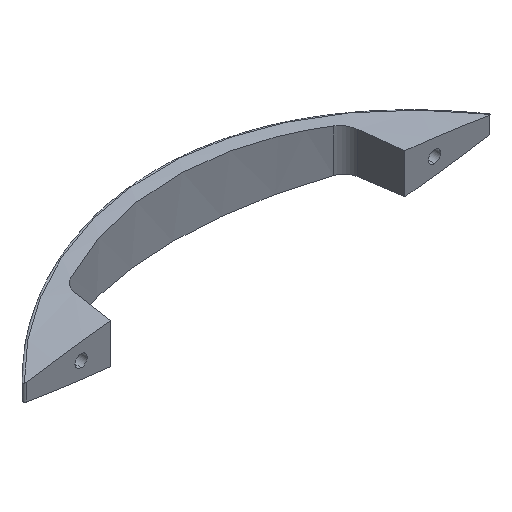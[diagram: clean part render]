
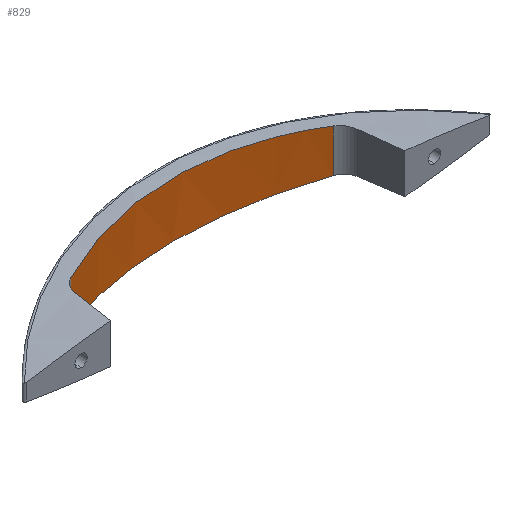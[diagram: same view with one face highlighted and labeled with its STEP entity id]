
A CAD part, isometric view. The second image highlights one B-rep face of the part: STEP entity #829.
In plain terms, the highlighted cylindrical face has radius 83.794 mm (diameter 167.588 mm), a partial arc.
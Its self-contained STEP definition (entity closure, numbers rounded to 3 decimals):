
#234 = CARTESIAN_POINT ( 'NONE',  ( -25.652, 19.063, -6.642 ) ) ;
#254 = ORIENTED_EDGE ( 'NONE', *, *, #5352, .F. ) ;
#767 = CARTESIAN_POINT ( 'NONE',  ( 0., 23.071, -7.5 ) ) ;
#829 = ADVANCED_FACE ( 'NONE', ( #5783 ), #1539, .F. ) ;
#906 = CARTESIAN_POINT ( 'NONE',  ( -15.342, 21.712, 7.204 ) ) ;
#1056 = CARTESIAN_POINT ( 'NONE',  ( 19.714, 20.734, 6.995 ) ) ;
#1083 = B_SPLINE_CURVE_WITH_KNOTS ( 'NONE', 3,
 ( #10029, #3460, #1901, #8364, #7769, #3567, #6752, #2751, #234, #9273, #2646, #6913 ),
 .UNSPECIFIED., .F., .F.,
 ( 4, 2, 2, 2, 2, 4 ),
 ( 0.037, 0.046, 0.055, 0.06, 0.064, 0.073 ),
 .UNSPECIFIED. ) ;
#1414 = CARTESIAN_POINT ( 'NONE',  ( 32.854, 16.424, -6.097 ) ) ;
#1539 = CYLINDRICAL_SURFACE ( 'NONE', #1844, 83.794 ) ;
#1607 = VERTEX_POINT ( 'NONE', #8296 ) ;
#1625 = CARTESIAN_POINT ( 'NONE',  ( 15.326, 21.715, -7.205 ) ) ;
#1657 = CARTESIAN_POINT ( 'NONE',  ( 24.176, 19.523, 6.738 ) ) ;
#1711 = CARTESIAN_POINT ( 'NONE',  ( 12.157, 22.241, 7.319 ) ) ;
#1762 = CARTESIAN_POINT ( 'NONE',  ( 6.079, 22.906, 7.464 ) ) ;
#1811 = CARTESIAN_POINT ( 'NONE',  ( -3.088, 23.07, 7.5 ) ) ;
#1844 = AXIS2_PLACEMENT_3D ( 'NONE', #4976, #3308, #8208 ) ;
#1901 = CARTESIAN_POINT ( 'NONE',  ( -6.103, 22.905, -7.463 ) ) ;
#2131 = VECTOR ( 'NONE', #5074, 1000. ) ;
#2322 = CARTESIAN_POINT ( 'NONE',  ( 24.23, 19.55, -6.743 ) ) ;
#2460 = CARTESIAN_POINT ( 'NONE',  ( -12.314, 22.219, 7.314 ) ) ;
#2513 = CARTESIAN_POINT ( 'NONE',  ( 35.65, 15.11, 5.835 ) ) ;
#2646 = CARTESIAN_POINT ( 'NONE',  ( -32.858, 16.422, -6.096 ) ) ;
#2661 = CARTESIAN_POINT ( 'NONE',  ( -30.015, 17.571, 6.331 ) ) ;
#2751 = CARTESIAN_POINT ( 'NONE',  ( -24.186, 19.52, -6.737 ) ) ;
#2810 = LINE ( 'NONE', #4264, #2131 ) ;
#2981 = CARTESIAN_POINT ( 'NONE',  ( 35.65, 15.11, -5.835 ) ) ;
#3079 = CARTESIAN_POINT ( 'NONE',  ( 21.293, 20.378, -6.918 ) ) ;
#3130 = CARTESIAN_POINT ( 'NONE',  ( 6.135, 22.904, -7.463 ) ) ;
#3308 = DIRECTION ( 'NONE',  ( 0., 0., -1. ) ) ;
#3426 = CARTESIAN_POINT ( 'NONE',  ( 3.03, 23.072, 7.5 ) ) ;
#3460 = CARTESIAN_POINT ( 'NONE',  ( -3.057, 23.071, -7.5 ) ) ;
#3567 = CARTESIAN_POINT ( 'NONE',  ( -19.727, 20.731, -6.994 ) ) ;
#3605 = B_SPLINE_CURVE_WITH_KNOTS ( 'NONE', 3,
 ( #5041, #8278, #2661, #9133, #8332, #906, #2460, #5746, #1811, #3426, #1762, #1711, #9029, #1056, #9899, #1657, #4991, #4936, #8223, #2513 ),
 .UNSPECIFIED., .F., .F.,
 ( 4, 2, 2, 2, 2, 2, 2, 2, 2, 4 ),
 ( 0., 0.009, 0.018, 0.027, 0.037, 0.046, 0.055, 0.06, 0.064, 0.073 ),
 .UNSPECIFIED. ) ;
#4109 = EDGE_CURVE ( 'NONE', #6345, #9895, #2810, .T. ) ;
#4164 = EDGE_CURVE ( 'NONE', #1607, #8183, #1083, .T. ) ;
#4180 = ORIENTED_EDGE ( 'NONE', *, *, #4109, .F. ) ;
#4264 = CARTESIAN_POINT ( 'NONE',  ( 35.65, 15.11, 12.5 ) ) ;
#4562 = ORIENTED_EDGE ( 'NONE', *, *, #10078, .F. ) ;
#4647 = CARTESIAN_POINT ( 'NONE',  ( -35.65, 15.11, 12.5 ) ) ;
#4936 = CARTESIAN_POINT ( 'NONE',  ( 30.005, 17.575, 6.332 ) ) ;
#4976 = CARTESIAN_POINT ( 'NONE',  ( 0., -60.723, 12.5 ) ) ;
#4991 = CARTESIAN_POINT ( 'NONE',  ( 25.644, 19.066, 6.642 ) ) ;
#5041 = CARTESIAN_POINT ( 'NONE',  ( -35.65, 15.11, 5.835 ) ) ;
#5074 = DIRECTION ( 'NONE',  ( 0., 0., -1. ) ) ;
#5352 = EDGE_CURVE ( 'NONE', #9516, #6345, #3605, .T. ) ;
#5454 = LINE ( 'NONE', #4647, #6712 ) ;
#5746 = CARTESIAN_POINT ( 'NONE',  ( -6.159, 22.902, 7.463 ) ) ;
#5783 = FACE_OUTER_BOUND ( 'NONE', #6414, .T. ) ;
#5844 = ORIENTED_EDGE ( 'NONE', *, *, #8254, .T. ) ;
#6258 = B_SPLINE_CURVE_WITH_KNOTS ( 'NONE', 3,
 ( #8941, #1414, #7331, #2322, #3079, #1625, #8137, #3130, #6525, #767 ),
 .UNSPECIFIED., .F., .F.,
 ( 4, 2, 2, 2, 4 ),
 ( 0., 0.009, 0.018, 0.028, 0.037 ),
 .UNSPECIFIED. ) ;
#6345 = VERTEX_POINT ( 'NONE', #9685 ) ;
#6414 = EDGE_LOOP ( 'NONE', ( #254, #5844, #7048, #4562, #4180 ) ) ;
#6525 = CARTESIAN_POINT ( 'NONE',  ( 3.061, 23.071, -7.5 ) ) ;
#6712 = VECTOR ( 'NONE', #8845, 1000. ) ;
#6752 = CARTESIAN_POINT ( 'NONE',  ( -21.223, 20.354, -6.914 ) ) ;
#6913 = CARTESIAN_POINT ( 'NONE',  ( -35.65, 15.11, -5.835 ) ) ;
#7048 = ORIENTED_EDGE ( 'NONE', *, *, #4164, .F. ) ;
#7331 = CARTESIAN_POINT ( 'NONE',  ( 30.011, 17.573, -6.332 ) ) ;
#7399 = CARTESIAN_POINT ( 'NONE',  ( -35.65, 15.11, -5.835 ) ) ;
#7742 = CARTESIAN_POINT ( 'NONE',  ( -35.65, 15.11, 5.835 ) ) ;
#7769 = CARTESIAN_POINT ( 'NONE',  ( -15.202, 21.739, -7.21 ) ) ;
#8137 = CARTESIAN_POINT ( 'NONE',  ( 12.295, 22.222, -7.315 ) ) ;
#8183 = VERTEX_POINT ( 'NONE', #7399 ) ;
#8208 = DIRECTION ( 'NONE',  ( -1., 0., 0. ) ) ;
#8223 = CARTESIAN_POINT ( 'NONE',  ( 32.856, 16.423, 6.096 ) ) ;
#8254 = EDGE_CURVE ( 'NONE', #9516, #8183, #5454, .T. ) ;
#8278 = CARTESIAN_POINT ( 'NONE',  ( -32.856, 16.423, 6.096 ) ) ;
#8296 = CARTESIAN_POINT ( 'NONE',  ( 0., 23.071, -7.5 ) ) ;
#8332 = CARTESIAN_POINT ( 'NONE',  ( -21.305, 20.375, 6.918 ) ) ;
#8364 = CARTESIAN_POINT ( 'NONE',  ( -12.176, 22.238, -7.318 ) ) ;
#8845 = DIRECTION ( 'NONE',  ( 0., 0., -1. ) ) ;
#8941 = CARTESIAN_POINT ( 'NONE',  ( 35.65, 15.11, -5.835 ) ) ;
#9029 = CARTESIAN_POINT ( 'NONE',  ( 15.186, 21.742, 7.21 ) ) ;
#9133 = CARTESIAN_POINT ( 'NONE',  ( -24.239, 19.547, 6.742 ) ) ;
#9273 = CARTESIAN_POINT ( 'NONE',  ( -30.01, 17.573, -6.332 ) ) ;
#9516 = VERTEX_POINT ( 'NONE', #7742 ) ;
#9685 = CARTESIAN_POINT ( 'NONE',  ( 35.65, 15.11, 5.835 ) ) ;
#9895 = VERTEX_POINT ( 'NONE', #2981 ) ;
#9899 = CARTESIAN_POINT ( 'NONE',  ( 21.212, 20.357, 6.914 ) ) ;
#10029 = CARTESIAN_POINT ( 'NONE',  ( 0., 23.071, -7.5 ) ) ;
#10078 = EDGE_CURVE ( 'NONE', #9895, #1607, #6258, .T. ) ;
